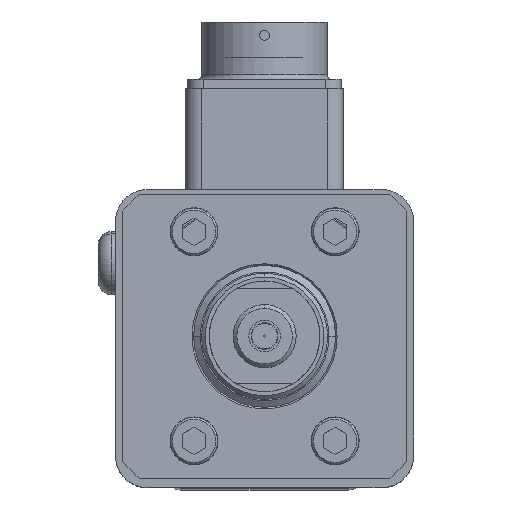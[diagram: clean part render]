
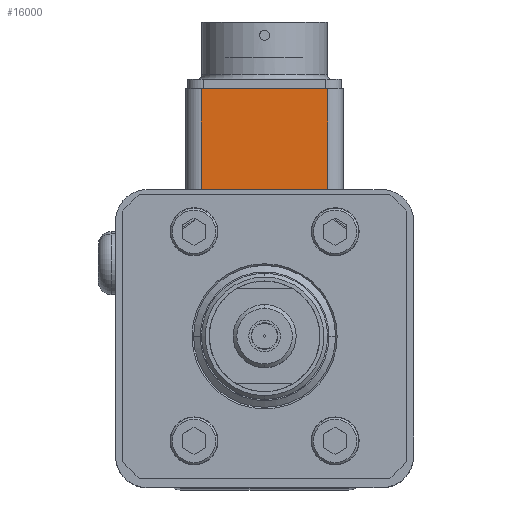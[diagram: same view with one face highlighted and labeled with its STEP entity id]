
A CAD part, top view. The second image highlights one B-rep face of the part: STEP entity #16000.
In plain terms, the highlighted planar face has unit normal (0, 0, 1).
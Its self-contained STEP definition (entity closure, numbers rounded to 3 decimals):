
#9747 = CARTESIAN_POINT ( 'NONE',  ( -12.7, 29.997, -327.968 ) ) ;
#9748 = DIRECTION ( 'NONE',  ( 0., -1., 0. ) ) ;
#9749 = DIRECTION ( 'NONE',  ( 0., 0., -1. ) ) ;
#9750 = CARTESIAN_POINT ( 'NONE',  ( -12.7, 50.635, -327.968 ) ) ;
#9751 = AXIS2_PLACEMENT_3D ( 'NONE', #9750, #9749, #9748 ) ;
#9752 = PLANE ( 'NONE',  #9751 ) ;
#9753 = FACE_OUTER_BOUND ( 'NONE', #16001, .T. ) ;
#9754 = DIRECTION ( 'NONE',  ( 0., -1., 0. ) ) ;
#9755 = VECTOR ( 'NONE', #9754, 1000. ) ;
#9756 = CARTESIAN_POINT ( 'NONE',  ( 12.7, 50.635, -327.968 ) ) ;
#9757 = LINE ( 'NONE', #9756, #9755 ) ;
#9926 = CARTESIAN_POINT ( 'NONE',  ( 12.7, 50.635, -327.968 ) ) ;
#9932 = CARTESIAN_POINT ( 'NONE',  ( 12.7, 29.997, -327.968 ) ) ;
#9964 = DIRECTION ( 'NONE',  ( 0., -1., 0. ) ) ;
#9965 = VECTOR ( 'NONE', #9964, 1000. ) ;
#9966 = CARTESIAN_POINT ( 'NONE',  ( -12.7, 50.635, -327.968 ) ) ;
#9967 = LINE ( 'NONE', #9966, #9965 ) ;
#9968 = CARTESIAN_POINT ( 'NONE',  ( -12.7, 50.635, -327.968 ) ) ;
#9969 = DIRECTION ( 'NONE',  ( 1., 0., 0. ) ) ;
#9970 = VECTOR ( 'NONE', #9969, 1000. ) ;
#9971 = CARTESIAN_POINT ( 'NONE',  ( -12.7, 50.635, -327.968 ) ) ;
#9972 = LINE ( 'NONE', #9971, #9970 ) ;
#9973 = DIRECTION ( 'NONE',  ( 1., 0., 0. ) ) ;
#9974 = VECTOR ( 'NONE', #9973, 1000. ) ;
#9975 = CARTESIAN_POINT ( 'NONE',  ( -12.7, 29.997, -327.968 ) ) ;
#9976 = LINE ( 'NONE', #9975, #9974 ) ;
#15999 = EDGE_CURVE ( 'NONE', #16115, #16111, #9757, .T. ) ;
#16000 = ADVANCED_FACE ( 'NONE', ( #9753 ), #9752, .F. ) ;
#16001 = EDGE_LOOP ( 'NONE', ( #16127, #16129, #16130, #16133 ) ) ;
#16002 = VERTEX_POINT ( 'NONE', #9747 ) ;
#16111 = VERTEX_POINT ( 'NONE', #9932 ) ;
#16115 = VERTEX_POINT ( 'NONE', #9926 ) ;
#16127 = ORIENTED_EDGE ( 'NONE', *, *, #16128, .T. ) ;
#16128 = EDGE_CURVE ( 'NONE', #16002, #16111, #9976, .T. ) ;
#16129 = ORIENTED_EDGE ( 'NONE', *, *, #15999, .F. ) ;
#16130 = ORIENTED_EDGE ( 'NONE', *, *, #16131, .F. ) ;
#16131 = EDGE_CURVE ( 'NONE', #16132, #16115, #9972, .T. ) ;
#16132 = VERTEX_POINT ( 'NONE', #9968 ) ;
#16133 = ORIENTED_EDGE ( 'NONE', *, *, #16134, .T. ) ;
#16134 = EDGE_CURVE ( 'NONE', #16132, #16002, #9967, .T. ) ;
